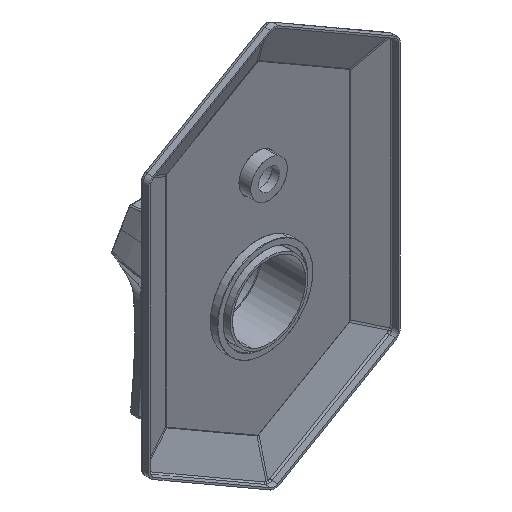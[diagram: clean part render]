
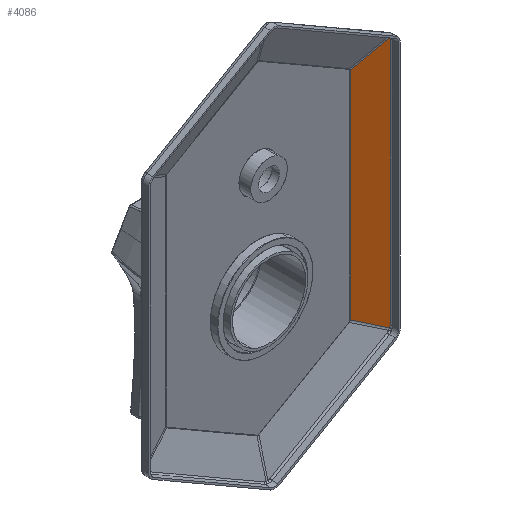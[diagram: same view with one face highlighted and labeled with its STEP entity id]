
A CAD part, isometric view. The second image highlights one B-rep face of the part: STEP entity #4086.
In plain terms, the highlighted planar face has unit normal (0.287, 0.958, 0).
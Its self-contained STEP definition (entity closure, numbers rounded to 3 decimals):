
#4025=CARTESIAN_POINT('Axis2P3D Location',(0.,35.644,0.)) ;
#4031=CARTESIAN_POINT('Control Point',(73.287,13.658,-19.184)) ;
#4032=CARTESIAN_POINT('Control Point',(73.287,13.658,-19.412)) ;
#4033=CARTESIAN_POINT('Control Point',(73.265,13.665,-19.64)) ;
#4034=CARTESIAN_POINT('Control Point',(73.222,13.678,-19.865)) ;
#4035=CARTESIAN_POINT('Control Point',(73.158,13.697,-20.085)) ;
#4036=CARTESIAN_POINT('Control Point',(73.074,13.722,-20.295)) ;
#4037=CARTESIAN_POINT('Vertex',(73.287,13.658,-19.184)) ;
#4039=CARTESIAN_POINT('Vertex',(73.074,13.722,-20.295)) ;
#4042=CARTESIAN_POINT('Line Origine',(64.034,16.434,-15.076)) ;
#4046=CARTESIAN_POINT('Vertex',(54.994,19.146,-9.857)) ;
#4049=CARTESIAN_POINT('Line Origine',(54.994,19.146,54.628)) ;
#4053=CARTESIAN_POINT('Vertex',(54.994,19.146,119.112)) ;
#4056=CARTESIAN_POINT('Line Origine',(64.034,16.434,124.332)) ;
#4060=CARTESIAN_POINT('Vertex',(73.074,13.722,129.551)) ;
#4064=CARTESIAN_POINT('Control Point',(73.074,13.722,129.551)) ;
#4065=CARTESIAN_POINT('Control Point',(73.158,13.697,129.34)) ;
#4066=CARTESIAN_POINT('Control Point',(73.222,13.678,129.121)) ;
#4067=CARTESIAN_POINT('Control Point',(73.265,13.665,128.896)) ;
#4068=CARTESIAN_POINT('Control Point',(73.287,13.658,128.668)) ;
#4069=CARTESIAN_POINT('Control Point',(73.287,13.658,128.44)) ;
#4070=CARTESIAN_POINT('Vertex',(73.287,13.658,128.44)) ;
#4073=CARTESIAN_POINT('Line Origine',(73.287,13.658,54.628)) ;
#4044=VECTOR('Line Direction',#4043,1.) ;
#4051=VECTOR('Line Direction',#4050,1.) ;
#4058=VECTOR('Line Direction',#4057,1.) ;
#4075=VECTOR('Line Direction',#4074,1.) ;
#4026=DIRECTION('Axis2P3D Direction',(0.287,0.958,0.)) ;
#4027=DIRECTION('Axis2P3D XDirection',(0.958,-0.287,0.)) ;
#4043=DIRECTION('Vector Direction',(-0.838,0.251,0.484)) ;
#4050=DIRECTION('Vector Direction',(0.,0.,1.)) ;
#4057=DIRECTION('Vector Direction',(0.838,-0.251,0.484)) ;
#4074=DIRECTION('Vector Direction',(0.,0.,-1.)) ;
#4028=AXIS2_PLACEMENT_3D('Plane Axis2P3D',#4025,#4026,#4027) ;
#4045=LINE('Line',#4042,#4044) ;
#4052=LINE('Line',#4049,#4051) ;
#4059=LINE('Line',#4056,#4058) ;
#4076=LINE('Line',#4073,#4075) ;
#4029=PLANE('',#4028) ;
#4041=EDGE_CURVE('',#4038,#4040,#4030,.T.) ;
#4048=EDGE_CURVE('',#4040,#4047,#4045,.T.) ;
#4055=EDGE_CURVE('',#4047,#4054,#4052,.T.) ;
#4062=EDGE_CURVE('',#4054,#4061,#4059,.T.) ;
#4072=EDGE_CURVE('',#4061,#4071,#4063,.T.) ;
#4077=EDGE_CURVE('',#4071,#4038,#4076,.T.) ;
#4079=ORIENTED_EDGE('',*,*,#4041,.T.) ;
#4080=ORIENTED_EDGE('',*,*,#4048,.T.) ;
#4081=ORIENTED_EDGE('',*,*,#4055,.T.) ;
#4082=ORIENTED_EDGE('',*,*,#4062,.T.) ;
#4083=ORIENTED_EDGE('',*,*,#4072,.T.) ;
#4084=ORIENTED_EDGE('',*,*,#4077,.T.) ;
#4078=EDGE_LOOP('',(#4079,#4080,#4081,#4082,#4083,#4084)) ;
#4038=VERTEX_POINT('',#4037) ;
#4040=VERTEX_POINT('',#4039) ;
#4047=VERTEX_POINT('',#4046) ;
#4054=VERTEX_POINT('',#4053) ;
#4061=VERTEX_POINT('',#4060) ;
#4071=VERTEX_POINT('',#4070) ;
#4086=ADVANCED_FACE('PR94910.1\\P43689.1\\PartBody',(#4085),#4029,.T.) ;
#4030=B_SPLINE_CURVE_WITH_KNOTS('',5,(#4031,#4032,#4033,#4034,#4035,#4036),.UNSPECIFIED.,.F.,.U.,(6,6),(0.,1.618),.UNSPECIFIED.) ;
#4063=B_SPLINE_CURVE_WITH_KNOTS('',5,(#4064,#4065,#4066,#4067,#4068,#4069),.UNSPECIFIED.,.F.,.U.,(6,6),(0.,1.618),.UNSPECIFIED.) ;
#4085=FACE_OUTER_BOUND('',#4078,.T.) ;
